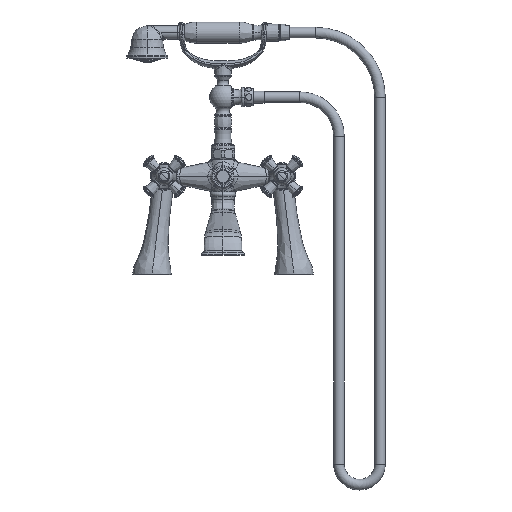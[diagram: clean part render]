
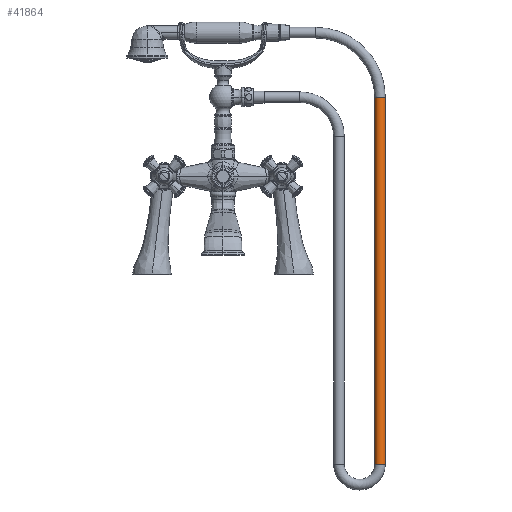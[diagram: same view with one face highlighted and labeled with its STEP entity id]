
A CAD part, top view. The second image highlights one B-rep face of the part: STEP entity #41864.
In plain terms, the highlighted cylindrical face has radius 6.858 mm (diameter 13.716 mm), a partial arc.
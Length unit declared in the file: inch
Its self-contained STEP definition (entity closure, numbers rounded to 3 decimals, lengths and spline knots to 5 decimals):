
#12875=DIRECTION('',(0.,-1.,0.));
#12876=VECTOR('',#12875,18.713);
#12877=CARTESIAN_POINT('',(7.73343,4.04827,0.));
#12878=LINE('',#12877,#12876);
#12879=CARTESIAN_POINT('',(8.00343,4.04827,0.));
#12880=DIRECTION('',(0.,-1.,0.));
#12881=DIRECTION('',(1.,0.,0.));
#12882=AXIS2_PLACEMENT_3D('',#12879,#12880,#12881);
#12884=DIRECTION('',(0.,-1.,0.));
#12885=VECTOR('',#12884,18.713);
#12886=CARTESIAN_POINT('',(8.27343,4.04827,0.));
#12887=LINE('',#12886,#12885);
#12888=CARTESIAN_POINT('',(8.00343,-14.66473,0.));
#12889=DIRECTION('',(0.,-1.,0.));
#12890=DIRECTION('',(1.,0.,0.));
#12891=AXIS2_PLACEMENT_3D('',#12888,#12889,#12890);
#14287=CARTESIAN_POINT('',(7.73343,4.04827,0.));
#14288=CARTESIAN_POINT('',(8.27343,4.04827,0.));
#14289=VERTEX_POINT('',#14287);
#14290=VERTEX_POINT('',#14288);
#14291=CARTESIAN_POINT('',(7.73343,-14.66473,0.));
#14292=VERTEX_POINT('',#14291);
#14293=CARTESIAN_POINT('',(8.27343,-14.66473,0.));
#14294=VERTEX_POINT('',#14293);
#41852=CARTESIAN_POINT('',(8.00343,4.04827,0.));
#41853=DIRECTION('',(0.,-1.,0.));
#41854=DIRECTION('',(-1.,0.,0.));
#41855=AXIS2_PLACEMENT_3D('',#41852,#41853,#41854);
#41856=CYLINDRICAL_SURFACE('',#41855,0.27);
#41857=ORIENTED_EDGE('',*,*,#41817,.F.);
#41858=ORIENTED_EDGE('',*,*,#41847,.T.);
#41860=ORIENTED_EDGE('',*,*,#41859,.T.);
#41861=ORIENTED_EDGE('',*,*,#41843,.F.);
#41862=EDGE_LOOP('',(#41857,#41858,#41860,#41861));
#41863=FACE_OUTER_BOUND('',#41862,.F.);
#41864=ADVANCED_FACE('',(#41863),#41856,.T.);
#12883=CIRCLE('',#12882,0.27);
#12892=CIRCLE('',#12891,0.27);
#41817=EDGE_CURVE('',#14290,#14289,#12883,.T.);
#41843=EDGE_CURVE('',#14289,#14292,#12878,.T.);
#41847=EDGE_CURVE('',#14290,#14294,#12887,.T.);
#41859=EDGE_CURVE('',#14294,#14292,#12892,.T.);
